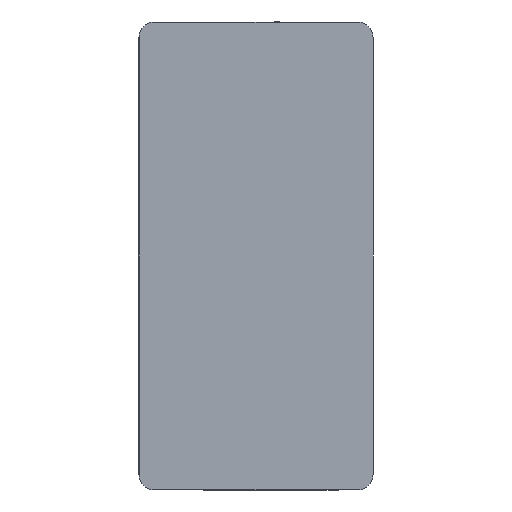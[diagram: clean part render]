
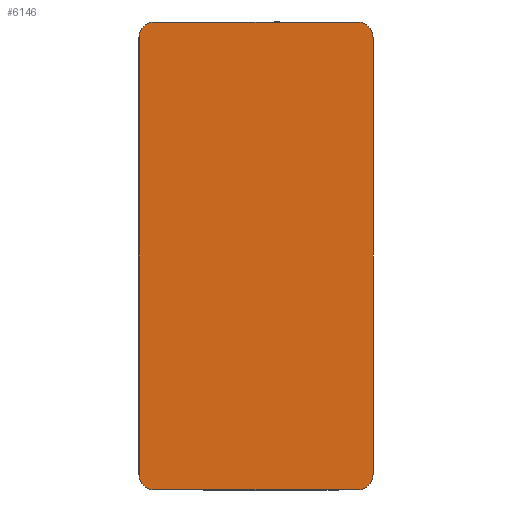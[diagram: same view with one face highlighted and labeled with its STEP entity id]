
A CAD part, front view. The second image highlights one B-rep face of the part: STEP entity #6146.
In plain terms, the highlighted planar face has unit normal (0, -1, 0).
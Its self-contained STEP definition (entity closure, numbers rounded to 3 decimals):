
#280=CARTESIAN_POINT('',(7.207,-13.75,14.707));
#281=VERTEX_POINT('',#280);
#297=CARTESIAN_POINT('',(6.5,-13.75,15.0));
#298=VERTEX_POINT('',#297);
#305=CARTESIAN_POINT('',(6.5,-13.75,14.));
#306=DIRECTION('',(0.0,1.,0.0));
#307=DIRECTION('',(0.707,0.0,0.707));
#308=AXIS2_PLACEMENT_3D('',#305,#306,#307);
#309=CIRCLE('',#308,1.);
#310=EDGE_CURVE('',#298,#281,#309,.T.);
#322=CARTESIAN_POINT('',(-7.207,-13.75,-14.707));
#323=VERTEX_POINT('',#322);
#339=CARTESIAN_POINT('',(-6.5,-13.75,-15.0));
#340=VERTEX_POINT('',#339);
#347=CARTESIAN_POINT('',(-6.5,-13.75,-14.));
#348=DIRECTION('',(0.0,1.,0.0));
#349=DIRECTION('',(-0.707,0.0,-0.707));
#350=AXIS2_PLACEMENT_3D('',#347,#348,#349);
#351=CIRCLE('',#350,1.);
#352=EDGE_CURVE('',#340,#323,#351,.T.);
#362=CARTESIAN_POINT('',(7.207,-13.75,-14.707));
#363=VERTEX_POINT('',#362);
#372=CARTESIAN_POINT('',(6.5,-13.75,-15.0));
#373=VERTEX_POINT('',#372);
#374=CARTESIAN_POINT('',(6.5,-13.75,-14.));
#375=DIRECTION('',(0.0,1.,0.0));
#376=DIRECTION('',(0.707,0.0,-0.707));
#377=AXIS2_PLACEMENT_3D('',#374,#375,#376);
#378=CIRCLE('',#377,1.);
#379=EDGE_CURVE('',#363,#373,#378,.T.);
#404=CARTESIAN_POINT('',(-7.207,-13.75,14.707));
#405=VERTEX_POINT('',#404);
#414=CARTESIAN_POINT('',(-6.5,-13.75,15.0));
#415=VERTEX_POINT('',#414);
#416=CARTESIAN_POINT('',(-6.5,-13.75,14.));
#417=DIRECTION('',(0.0,1.,0.0));
#418=DIRECTION('',(-0.707,0.0,0.707));
#419=AXIS2_PLACEMENT_3D('',#416,#417,#418);
#420=CIRCLE('',#419,1.);
#421=EDGE_CURVE('',#405,#415,#420,.T.);
#5880=CARTESIAN_POINT('',(-7.5,-13.75,14.));
#5881=VERTEX_POINT('',#5880);
#5888=CARTESIAN_POINT('',(-6.5,-13.75,14.));
#5889=DIRECTION('',(0.0,1.,0.0));
#5890=DIRECTION('',(-0.707,0.0,0.707));
#5891=AXIS2_PLACEMENT_3D('',#5888,#5889,#5890);
#5892=CIRCLE('',#5891,1.);
#5893=EDGE_CURVE('',#5881,#405,#5892,.T.);
#5912=CARTESIAN_POINT('',(-7.5,-13.75,-14.));
#5913=VERTEX_POINT('',#5912);
#5920=CARTESIAN_POINT('',(-7.5,-13.75,-14.));
#5921=DIRECTION('',(0.0,0.0,1.0));
#5922=VECTOR('',#5921,28.0);
#5923=LINE('',#5920,#5922);
#5924=EDGE_CURVE('',#5913,#5881,#5923,.T.);
#6031=CARTESIAN_POINT('',(7.5,-13.75,-14.));
#6032=VERTEX_POINT('',#6031);
#6039=CARTESIAN_POINT('',(6.5,-13.75,-14.));
#6040=DIRECTION('',(0.0,1.,0.0));
#6041=DIRECTION('',(0.707,0.0,-0.707));
#6042=AXIS2_PLACEMENT_3D('',#6039,#6040,#6041);
#6043=CIRCLE('',#6042,1.);
#6044=EDGE_CURVE('',#6032,#363,#6043,.T.);
#6056=CARTESIAN_POINT('',(7.5,-13.75,14.));
#6057=VERTEX_POINT('',#6056);
#6064=CARTESIAN_POINT('',(7.5,-13.75,-14.));
#6065=DIRECTION('',(0.0,0.0,1.0));
#6066=VECTOR('',#6065,28.0);
#6067=LINE('',#6064,#6066);
#6068=EDGE_CURVE('',#6032,#6057,#6067,.T.);
#6099=CARTESIAN_POINT('',(-6.5,-13.75,-14.));
#6100=DIRECTION('',(0.0,1.,0.0));
#6101=DIRECTION('',(-0.707,0.0,-0.707));
#6102=AXIS2_PLACEMENT_3D('',#6099,#6100,#6101);
#6103=CIRCLE('',#6102,1.);
#6104=EDGE_CURVE('',#323,#5913,#6103,.T.);
#6111=CARTESIAN_POINT('',(7.5,-13.75,-15.0));
#6112=DIRECTION('',(0.0,-1.0,0.0));
#6113=DIRECTION('',(0.0,0.0,-1.0));
#6114=AXIS2_PLACEMENT_3D('',#6111,#6112,#6113);
#6115=PLANE('',#6114);
#6116=ORIENTED_EDGE('',*,*,#5893,.F.);
#6117=ORIENTED_EDGE('',*,*,#5924,.F.);
#6118=ORIENTED_EDGE('',*,*,#6104,.F.);
#6119=ORIENTED_EDGE('',*,*,#352,.F.);
#6120=CARTESIAN_POINT('',(-6.5,-13.75,-15.0));
#6121=DIRECTION('',(1.0,0.0,0.0));
#6122=VECTOR('',#6121,13.);
#6123=LINE('',#6120,#6122);
#6124=EDGE_CURVE('',#340,#373,#6123,.T.);
#6125=ORIENTED_EDGE('',*,*,#6124,.T.);
#6126=ORIENTED_EDGE('',*,*,#379,.F.);
#6127=ORIENTED_EDGE('',*,*,#6044,.F.);
#6128=ORIENTED_EDGE('',*,*,#6068,.T.);
#6129=CARTESIAN_POINT('',(6.5,-13.75,14.));
#6130=DIRECTION('',(0.0,1.,0.0));
#6131=DIRECTION('',(0.707,0.0,0.707));
#6132=AXIS2_PLACEMENT_3D('',#6129,#6130,#6131);
#6133=CIRCLE('',#6132,1.);
#6134=EDGE_CURVE('',#281,#6057,#6133,.T.);
#6135=ORIENTED_EDGE('',*,*,#6134,.F.);
#6136=ORIENTED_EDGE('',*,*,#310,.F.);
#6137=CARTESIAN_POINT('',(6.5,-13.75,15.0));
#6138=DIRECTION('',(-1.0,0.0,0.0));
#6139=VECTOR('',#6138,13.);
#6140=LINE('',#6137,#6139);
#6141=EDGE_CURVE('',#298,#415,#6140,.T.);
#6142=ORIENTED_EDGE('',*,*,#6141,.T.);
#6143=ORIENTED_EDGE('',*,*,#421,.F.);
#6144=EDGE_LOOP('',(#6116,#6117,#6118,#6119,#6125,#6126,#6127,#6128,#6135,#6136,#6142,#6143));
#6145=FACE_OUTER_BOUND('',#6144,.T.);
#6146=ADVANCED_FACE('',(#6145),#6115,.T.);
